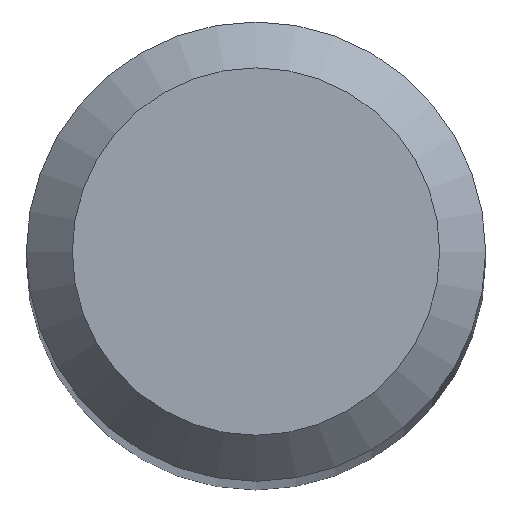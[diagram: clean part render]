
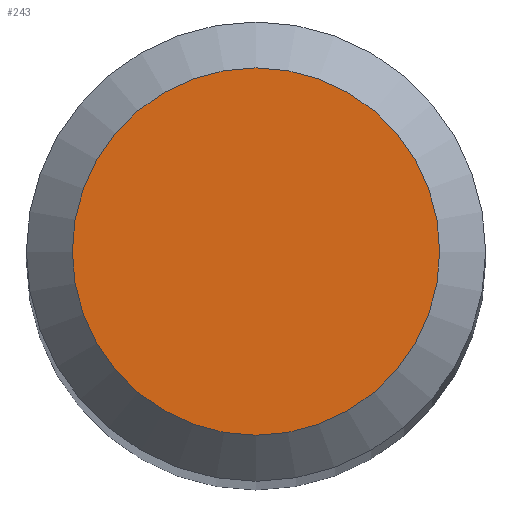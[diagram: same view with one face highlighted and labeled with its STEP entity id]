
A CAD part, top view. The second image highlights one B-rep face of the part: STEP entity #243.
In plain terms, the highlighted planar face has unit normal (0, 0, 1).
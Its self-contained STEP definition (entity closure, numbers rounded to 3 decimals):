
#8 = DIRECTION ( 'NONE',  ( 0., 1., 0. ) ) ;
#14 = FACE_OUTER_BOUND ( 'NONE', #51, .T. ) ;
#36 = CARTESIAN_POINT ( 'NONE',  ( 0., 0., 50. ) ) ;
#51 = EDGE_LOOP ( 'NONE', ( #190 ) ) ;
#59 = CARTESIAN_POINT ( 'NONE',  ( 0., 0., 50. ) ) ;
#90 = VERTEX_POINT ( 'NONE', #237 ) ;
#103 = CIRCLE ( 'NONE', #256, 1.2 ) ;
#163 = EDGE_CURVE ( 'NONE', #90, #90, #103, .T. ) ;
#189 = AXIS2_PLACEMENT_3D ( 'NONE', #59, #221, #8 ) ;
#190 = ORIENTED_EDGE ( 'NONE', *, *, #163, .F. ) ;
#221 = DIRECTION ( 'NONE',  ( 0., 0., -1. ) ) ;
#237 = CARTESIAN_POINT ( 'NONE',  ( 0., 1.2, 50. ) ) ;
#238 = DIRECTION ( 'NONE',  ( 0., 0., -1. ) ) ;
#243 = ADVANCED_FACE ( 'NONE', ( #14 ), #251, .F. ) ;
#251 = PLANE ( 'NONE',  #189 ) ;
#252 = DIRECTION ( 'NONE',  ( 0., 1., 0. ) ) ;
#256 = AXIS2_PLACEMENT_3D ( 'NONE', #36, #238, #252 ) ;
